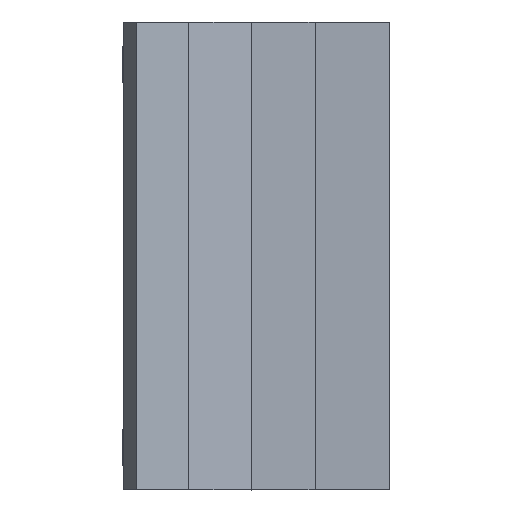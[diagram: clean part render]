
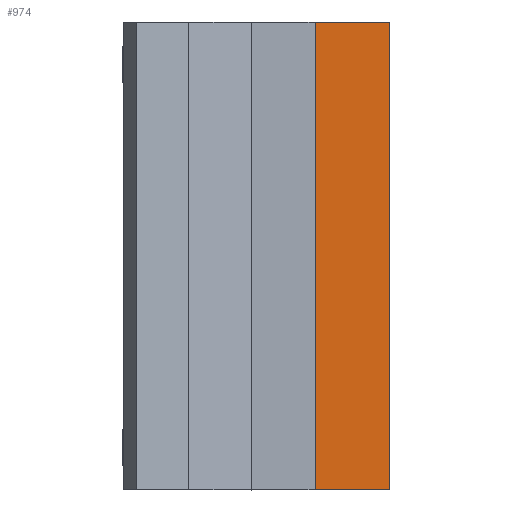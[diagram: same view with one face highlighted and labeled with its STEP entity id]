
A CAD part, top view. The second image highlights one B-rep face of the part: STEP entity #974.
In plain terms, the highlighted planar face has unit normal (0, 0, 1).
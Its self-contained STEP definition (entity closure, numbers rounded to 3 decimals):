
#26=FACE_OUTER_BOUND('',#86,.T.);
#86=EDGE_LOOP('',(#645,#646,#647,#648));
#145=LINE('',#1374,#281);
#149=LINE('',#1383,#285);
#150=LINE('',#1384,#286);
#151=LINE('',#1385,#287);
#281=VECTOR('',#1116,10.);
#285=VECTOR('',#1122,10.);
#286=VECTOR('',#1123,10.);
#287=VECTOR('',#1124,10.);
#417=VERTEX_POINT('',#1372);
#418=VERTEX_POINT('',#1373);
#421=VERTEX_POINT('',#1381);
#422=VERTEX_POINT('',#1382);
#505=EDGE_CURVE('',#417,#418,#145,.T.);
#509=EDGE_CURVE('',#421,#422,#149,.T.);
#510=EDGE_CURVE('',#422,#417,#150,.T.);
#511=EDGE_CURVE('',#421,#418,#151,.T.);
#645=ORIENTED_EDGE('',*,*,#509,.T.);
#646=ORIENTED_EDGE('',*,*,#510,.T.);
#647=ORIENTED_EDGE('',*,*,#505,.T.);
#648=ORIENTED_EDGE('',*,*,#511,.F.);
#914=PLANE('',#1053);
#974=ADVANCED_FACE('',(#26),#914,.F.);
#1053=AXIS2_PLACEMENT_3D('',#1380,#1120,#1121);
#1116=DIRECTION('',(0.,1.,0.));
#1120=DIRECTION('center_axis',(0.,0.,-1.));
#1121=DIRECTION('ref_axis',(-1.,0.,0.));
#1122=DIRECTION('',(0.,-1.,0.));
#1123=DIRECTION('',(1.,0.,0.));
#1124=DIRECTION('',(1.,0.,0.));
#1372=CARTESIAN_POINT('',(130.,0.,20.));
#1373=CARTESIAN_POINT('',(130.,440.,20.));
#1374=CARTESIAN_POINT('',(130.,440.,20.));
#1380=CARTESIAN_POINT('Origin',(60.,0.,20.));
#1381=CARTESIAN_POINT('',(60.,440.,20.));
#1382=CARTESIAN_POINT('',(60.,0.,20.));
#1383=CARTESIAN_POINT('',(60.,440.,20.));
#1384=CARTESIAN_POINT('',(60.,0.,20.));
#1385=CARTESIAN_POINT('',(60.,440.,20.));
